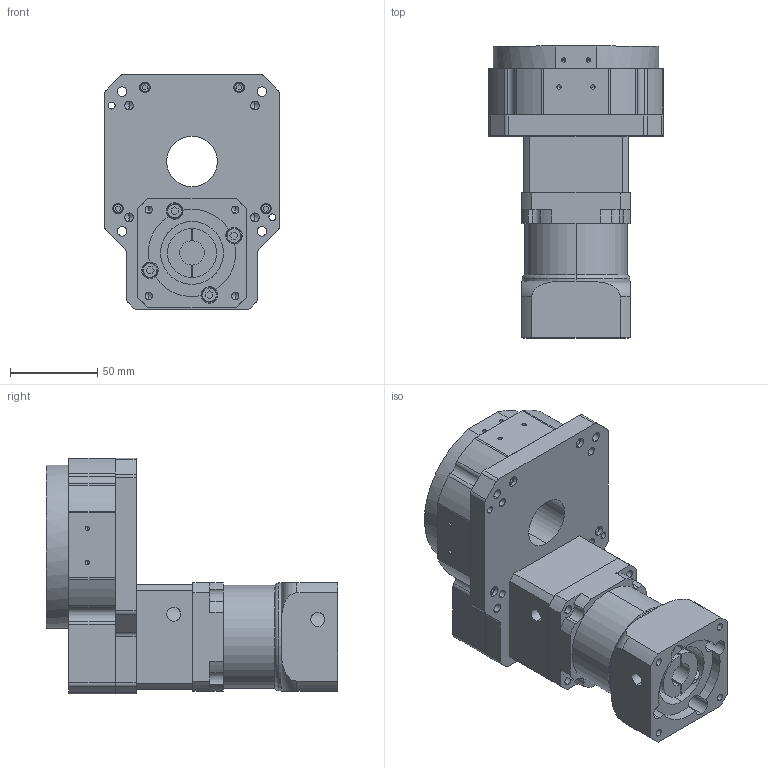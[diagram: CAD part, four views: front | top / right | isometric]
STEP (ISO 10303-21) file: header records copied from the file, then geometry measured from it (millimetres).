
FILE_DESCRIPTION (( 'STEP AP214' ), '1' );
FILE_NAME ('HRP100-H-XX-14-50-70-M5_2019.STEP', '2019-03-12T00:36:15', ( 'Y' ), ( 'NCU' ), 'SwSTEP 2.0', 'SolidWorks 2015', '' );
FILE_SCHEMA (( 'AUTOMOTIVE_DESIGN' ));
Length unit declared in the file: millimetre
Products named in the file (1): HRP100-H-XX-14-50-70-M5_2019
Bounding box: 100 x 167 x 135 mm (x, y, z)
Volume: 820233.1 mm3; surface area: 115484.7 mm2
Topology: 2 solids, 14 shells, 608 faces, 1479 edges, 920 vertices
Faces by surface type: cylinder 284, plane 226, cone 68, torus 30
Entity records: 20265 total; most frequent: CARTESIAN_POINT 3568, DIRECTION 3271, ORIENTED_EDGE 2838, EDGE_CURVE 1419, AXIS2_PLACEMENT_3D 1261, VERTEX_POINT 920, VECTOR 749, LINE 749
